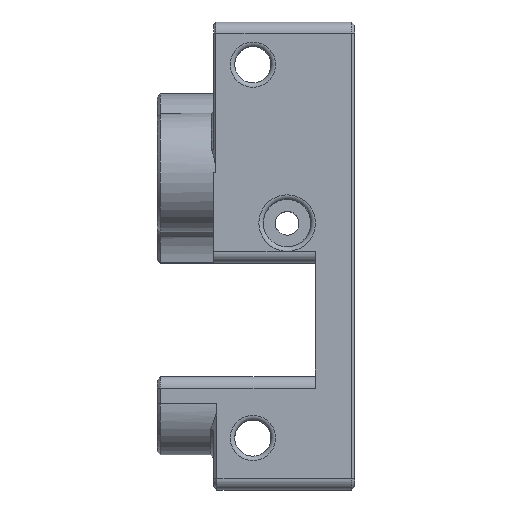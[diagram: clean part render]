
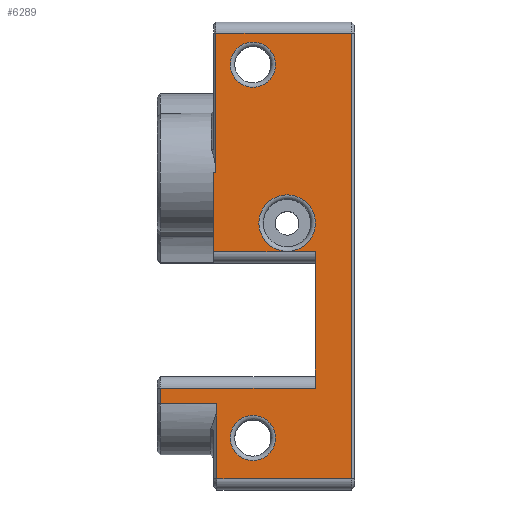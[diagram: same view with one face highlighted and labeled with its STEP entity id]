
A CAD part, top view. The second image highlights one B-rep face of the part: STEP entity #6289.
In plain terms, the highlighted planar face has unit normal (0, 0, 1).
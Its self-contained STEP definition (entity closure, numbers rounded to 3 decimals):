
#149=FACE_BOUND('',#917,.T.);
#150=FACE_BOUND('',#918,.T.);
#151=FACE_BOUND('',#919,.T.);
#203=CIRCLE('',#6654,2.);
#207=CIRCLE('',#6659,2.5);
#208=CIRCLE('',#6660,2.);
#564=FACE_OUTER_BOUND('',#916,.T.);
#916=EDGE_LOOP('',(#4992,#4993,#4994,#4995,#4996,#4997,#4998,#4999,#5000,
#5001,#5002,#5003));
#917=EDGE_LOOP('',(#5004));
#918=EDGE_LOOP('',(#5005));
#919=EDGE_LOOP('',(#5006));
#1286=LINE('',#9098,#1902);
#1557=LINE('',#10375,#2173);
#1558=LINE('',#10377,#2174);
#1559=LINE('',#10379,#2175);
#1560=LINE('',#10381,#2176);
#1561=LINE('',#10383,#2177);
#1562=LINE('',#10385,#2178);
#1563=LINE('',#10387,#2179);
#1564=LINE('',#10389,#2180);
#1565=LINE('',#10391,#2181);
#1566=LINE('',#10392,#2182);
#1567=LINE('',#10393,#2183);
#1902=VECTOR('',#7276,10.);
#2173=VECTOR('',#7731,10.);
#2174=VECTOR('',#7732,10.);
#2175=VECTOR('',#7733,10.);
#2176=VECTOR('',#7734,10.);
#2177=VECTOR('',#7735,10.);
#2178=VECTOR('',#7736,10.);
#2179=VECTOR('',#7737,10.);
#2180=VECTOR('',#7738,10.);
#2181=VECTOR('',#7739,10.);
#2182=VECTOR('',#7740,10.);
#2183=VECTOR('',#7741,10.);
#2644=VERTEX_POINT('',#9095);
#2645=VERTEX_POINT('',#9097);
#2894=VERTEX_POINT('',#10365);
#2897=VERTEX_POINT('',#10373);
#2898=VERTEX_POINT('',#10374);
#2899=VERTEX_POINT('',#10376);
#2900=VERTEX_POINT('',#10378);
#2901=VERTEX_POINT('',#10380);
#2902=VERTEX_POINT('',#10382);
#2903=VERTEX_POINT('',#10384);
#2904=VERTEX_POINT('',#10386);
#2905=VERTEX_POINT('',#10388);
#2906=VERTEX_POINT('',#10390);
#2907=VERTEX_POINT('',#10394);
#2908=VERTEX_POINT('',#10396);
#3296=EDGE_CURVE('',#2644,#2645,#1286,.T.);
#3659=EDGE_CURVE('',#2894,#2894,#203,.T.);
#3663=EDGE_CURVE('',#2897,#2898,#1557,.T.);
#3664=EDGE_CURVE('',#2899,#2898,#1558,.T.);
#3665=EDGE_CURVE('',#2899,#2900,#1559,.T.);
#3666=EDGE_CURVE('',#2900,#2901,#1560,.T.);
#3667=EDGE_CURVE('',#2901,#2902,#1561,.T.);
#3668=EDGE_CURVE('',#2902,#2903,#1562,.T.);
#3669=EDGE_CURVE('',#2903,#2904,#1563,.T.);
#3670=EDGE_CURVE('',#2904,#2905,#1564,.T.);
#3671=EDGE_CURVE('',#2906,#2905,#1565,.T.);
#3672=EDGE_CURVE('',#2906,#2645,#1566,.T.);
#3673=EDGE_CURVE('',#2644,#2897,#1567,.T.);
#3674=EDGE_CURVE('',#2907,#2907,#207,.T.);
#3675=EDGE_CURVE('',#2908,#2908,#208,.T.);
#4992=ORIENTED_EDGE('',*,*,#3663,.T.);
#4993=ORIENTED_EDGE('',*,*,#3664,.F.);
#4994=ORIENTED_EDGE('',*,*,#3665,.T.);
#4995=ORIENTED_EDGE('',*,*,#3666,.T.);
#4996=ORIENTED_EDGE('',*,*,#3667,.T.);
#4997=ORIENTED_EDGE('',*,*,#3668,.T.);
#4998=ORIENTED_EDGE('',*,*,#3669,.T.);
#4999=ORIENTED_EDGE('',*,*,#3670,.T.);
#5000=ORIENTED_EDGE('',*,*,#3671,.F.);
#5001=ORIENTED_EDGE('',*,*,#3672,.T.);
#5002=ORIENTED_EDGE('',*,*,#3296,.F.);
#5003=ORIENTED_EDGE('',*,*,#3673,.T.);
#5004=ORIENTED_EDGE('',*,*,#3674,.T.);
#5005=ORIENTED_EDGE('',*,*,#3675,.T.);
#5006=ORIENTED_EDGE('',*,*,#3659,.T.);
#6068=PLANE('',#6658);
#6289=ADVANCED_FACE('',(#564,#149,#150,#151),#6068,.F.);
#6654=AXIS2_PLACEMENT_3D('',#10366,#7721,#7722);
#6658=AXIS2_PLACEMENT_3D('',#10372,#7729,#7730);
#6659=AXIS2_PLACEMENT_3D('',#10395,#7742,#7743);
#6660=AXIS2_PLACEMENT_3D('',#10397,#7744,#7745);
#7276=DIRECTION('',(0.,1.,0.));
#7721=DIRECTION('center_axis',(0.,0.,-1.));
#7722=DIRECTION('ref_axis',(-1.,0.,0.));
#7729=DIRECTION('center_axis',(0.,0.,-1.));
#7730=DIRECTION('ref_axis',(0.,-1.,0.));
#7731=DIRECTION('',(0.,-1.,0.));
#7732=DIRECTION('',(-1.,0.,0.));
#7733=DIRECTION('',(0.,-1.,0.));
#7734=DIRECTION('',(1.,0.,0.));
#7735=DIRECTION('',(0.,1.,0.));
#7736=DIRECTION('',(-1.,0.,0.));
#7737=DIRECTION('',(0.,-1.,0.));
#7738=DIRECTION('',(-1.,0.,0.));
#7739=DIRECTION('',(0.,1.,0.));
#7740=DIRECTION('',(1.,0.,0.));
#7741=DIRECTION('',(-1.,0.,0.));
#7742=DIRECTION('center_axis',(0.,0.,-1.));
#7743=DIRECTION('ref_axis',(-1.,0.,0.));
#7744=DIRECTION('center_axis',(0.,0.,-1.));
#7745=DIRECTION('ref_axis',(-1.,0.,0.));
#9095=CARTESIAN_POINT('',(-10.575,-19.056,15.));
#9097=CARTESIAN_POINT('',(-10.575,-7.,15.));
#9098=CARTESIAN_POINT('',(-10.575,2.957,15.));
#10365=CARTESIAN_POINT('',(-18.099,9.526,15.));
#10366=CARTESIAN_POINT('Origin',(-16.099,9.526,15.));
#10372=CARTESIAN_POINT('Origin',(-7.075,13.3,15.));
#10373=CARTESIAN_POINT('',(-24.275,-19.056,15.));
#10374=CARTESIAN_POINT('',(-24.275,-20.456,15.));
#10375=CARTESIAN_POINT('',(-24.275,-4.878,15.));
#10376=CARTESIAN_POINT('',(-19.275,-20.456,15.));
#10377=CARTESIAN_POINT('',(-24.575,-20.456,15.));
#10378=CARTESIAN_POINT('',(-19.275,-27.056,15.));
#10379=CARTESIAN_POINT('',(-19.275,-5.478,15.));
#10380=CARTESIAN_POINT('',(-7.375,-27.056,15.));
#10381=CARTESIAN_POINT('',(-7.075,-27.056,15.));
#10382=CARTESIAN_POINT('',(-7.375,12.3,15.));
#10383=CARTESIAN_POINT('',(-7.375,2.957,15.));
#10384=CARTESIAN_POINT('',(-19.375,12.3,15.));
#10385=CARTESIAN_POINT('',(-7.075,12.3,15.));
#10386=CARTESIAN_POINT('',(-19.375,0.,15.));
#10387=CARTESIAN_POINT('',(-19.375,11.55,15.));
#10388=CARTESIAN_POINT('',(-19.575,0.,15.));
#10389=CARTESIAN_POINT('',(-10.575,0.,15.));
#10390=CARTESIAN_POINT('',(-19.575,-7.,15.));
#10391=CARTESIAN_POINT('',(-19.575,-0.425,15.));
#10392=CARTESIAN_POINT('',(-8.825,-7.,15.));
#10393=CARTESIAN_POINT('',(-8.825,-19.056,15.));
#10394=CARTESIAN_POINT('',(-15.575,-4.475,15.));
#10395=CARTESIAN_POINT('Origin',(-13.075,-4.475,15.));
#10396=CARTESIAN_POINT('',(-18.099,-23.474,15.));
#10397=CARTESIAN_POINT('Origin',(-16.099,-23.474,15.));
